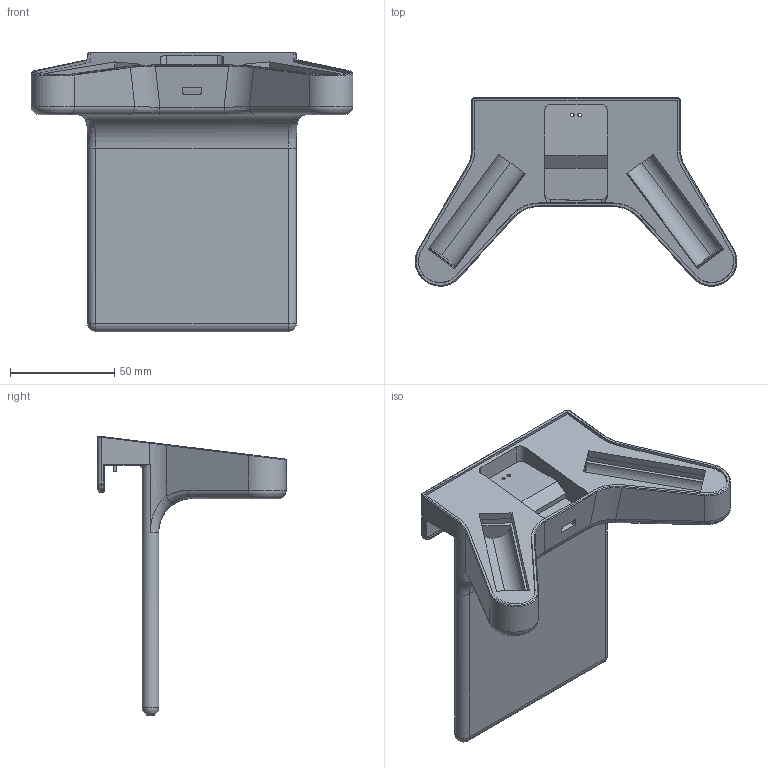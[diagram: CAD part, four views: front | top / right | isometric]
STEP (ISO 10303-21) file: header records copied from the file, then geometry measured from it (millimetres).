
FILE_DESCRIPTION(('CATIA V5 STEP Exchange'),'2;1');
FILE_NAME('Lenovo M10 docking station.stp','2020-11-25T16:07:46+00:00',('none'),('none'),'CATIA Version 5 Release 20 GA (IN-10)','CATIA V5 STEP AP203','none');
FILE_SCHEMA(('CONFIG_CONTROL_DESIGN'));
Length unit declared in the file: millimetre
Products named in the file (1): Lenovo P10 docking station
Bounding box: 154 x 90.2 x 133.96 mm (x, y, z)
Volume: 199056.8 mm3; surface area: 55698.4 mm2
Topology: 1 solids, 1 shells, 202 faces, 521 edges, 328 vertices
Faces by surface type: plane 101, cylinder 51, bspline 14, cone 12, extrusion 12, torus 10, sphere 2
Entity records: 7052 total; most frequent: CARTESIAN_POINT 2435, ORIENTED_EDGE 1038, DIRECTION 745, EDGE_CURVE 519, VERTEX_POINT 328, VECTOR 318, LINE 306, AXIS2_PLACEMENT_3D 273
